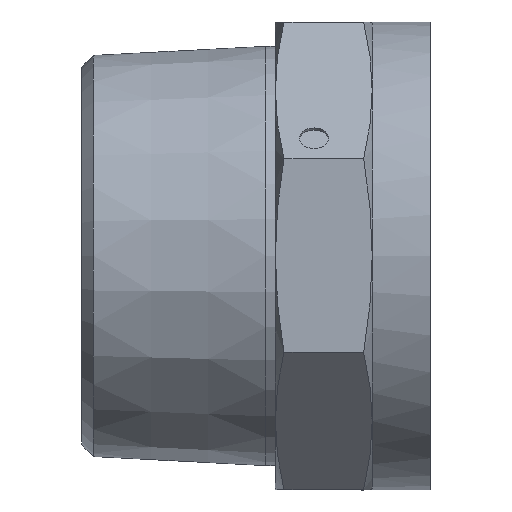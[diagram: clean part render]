
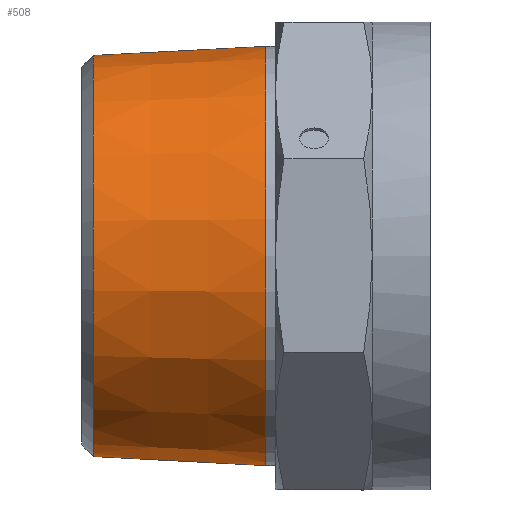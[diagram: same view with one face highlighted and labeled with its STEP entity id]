
A CAD part, top view. The second image highlights one B-rep face of the part: STEP entity #508.
In plain terms, the highlighted conical face has half-angle 3.013 degrees and reference radius 21.65 mm.
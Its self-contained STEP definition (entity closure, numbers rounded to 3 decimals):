
#95=CONICAL_SURFACE('',#585,21.65,0.053);
#224=ORIENTED_EDGE('',*,*,#296,.T.);
#225=ORIENTED_EDGE('',*,*,#295,.F.);
#295=EDGE_CURVE('',#338,#338,#365,.T.);
#296=EDGE_CURVE('',#339,#339,#366,.T.);
#338=VERTEX_POINT('',#965);
#339=VERTEX_POINT('',#968);
#365=CIRCLE('',#584,20.714);
#366=CIRCLE('',#586,21.65);
#409=EDGE_LOOP('',(#224));
#410=EDGE_LOOP('',(#225));
#457=FACE_BOUND('',#409,.T.);
#458=FACE_BOUND('',#410,.T.);
#508=ADVANCED_FACE('',(#457,#458),#95,.T.);
#584=AXIS2_PLACEMENT_3D('',#964,#716,#717);
#585=AXIS2_PLACEMENT_3D('',#966,#718,#719);
#586=AXIS2_PLACEMENT_3D('',#967,#720,#721);
#716=DIRECTION('',(-1.,0.,0.));
#717=DIRECTION('',(0.,-1.,0.));
#718=DIRECTION('',(1.,0.,0.));
#719=DIRECTION('',(0.,1.,0.));
#720=DIRECTION('',(-1.,0.,0.));
#721=DIRECTION('',(0.,-1.,0.));
#964=CARTESIAN_POINT('',(-17.636,0.,0.));
#965=CARTESIAN_POINT('',(-17.636,-20.714,0.));
#966=CARTESIAN_POINT('',(0.15,0.,0.));
#967=CARTESIAN_POINT('',(0.15,0.,0.));
#968=CARTESIAN_POINT('',(0.15,-21.65,0.));
